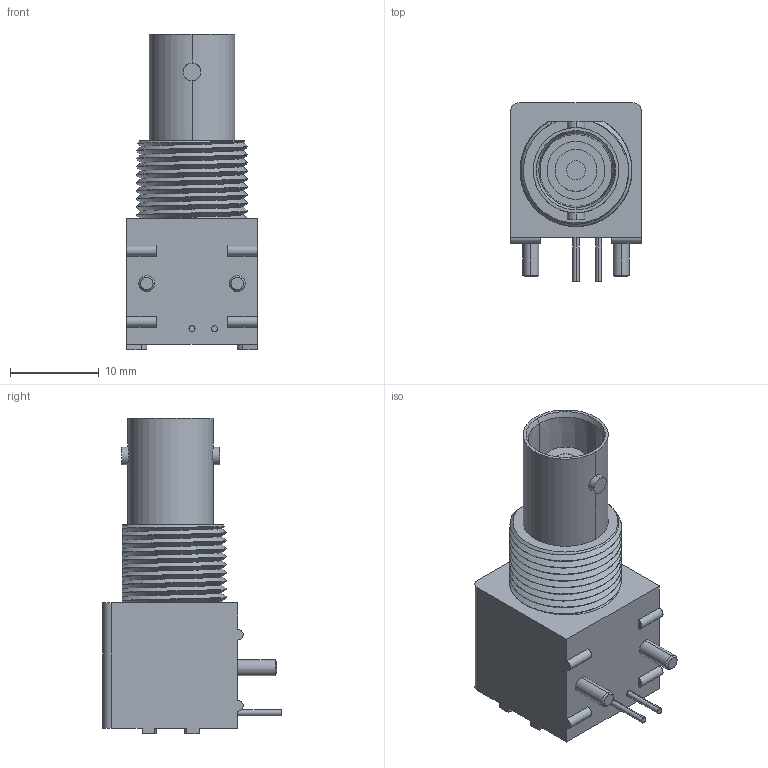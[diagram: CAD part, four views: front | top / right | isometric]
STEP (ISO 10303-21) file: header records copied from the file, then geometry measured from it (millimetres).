
FILE_DESCRIPTION((''),'2;1');
FILE_NAME('C-1-1337543-0','2017-01-24T',('workeradm'),('Tyco Electronics Ltd.'),'CREO PARAMETRIC BY PTC INC, 2016050','CREO PARAMETRIC BY PTC INC, 2016050','');
FILE_SCHEMA(('AUTOMOTIVE_DESIGN { 1 0 10303 214 1 1 1 1 }'));
Length unit declared in the file: millimetre
Products named in the file (1): C-1-1337543-0
Bounding box: 14.7 x 20.1 x 35.5 mm (x, y, z)
Volume: 4685.7 mm3; surface area: 2528.7 mm2
Topology: 1 solids, 1 shells, 110 faces, 282 edges, 184 vertices
Faces by surface type: cylinder 40, plane 35, bspline 26, cone 9
Entity records: 9478 total; most frequent: CARTESIAN_POINT 6818, ORIENTED_EDGE 564, DIRECTION 429, EDGE_CURVE 282, VERTEX_POINT 184, AXIS2_PLACEMENT_3D 152, COLOUR_RGB 126, VECTOR 125
